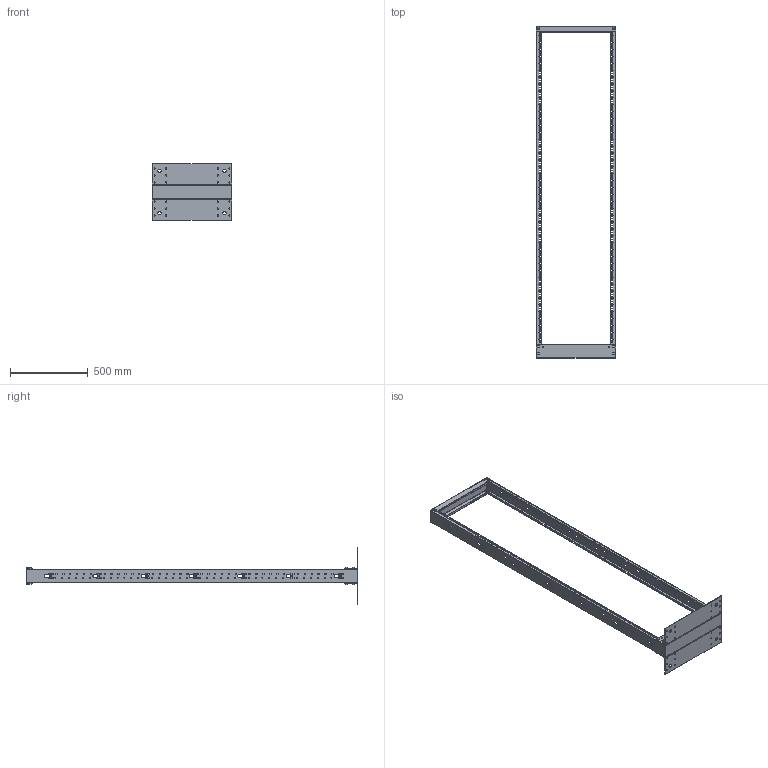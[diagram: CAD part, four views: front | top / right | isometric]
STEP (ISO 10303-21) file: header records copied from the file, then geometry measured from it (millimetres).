
FILE_DESCRIPTION (( 'STEP AP214' ), '1' );
FILE_NAME ('LC-SW2POST45-W_LC_3D.step', '2023-07-27T22:44:26', ( '' ), ( '' ), 'SwSTEP 2.0', 'SolidWorks 2022', '' );
FILE_SCHEMA (( 'AUTOMOTIVE_DESIGN' ));
Length unit declared in the file: inch
Products named in the file (7): LC-SW2POST45-W_LC_3D; Copy of HLZJ_1^LC-SW2POST45-W_LC; Copy of M10_12_1^LC-SW2POST45-W_LC; Copy of HH_1^LC-SW2POST45-W_LC; Copy of M4X8LS_1^LC-SW2POST45-W_LC; Copy of 8_1^LC-SW2POST45-W_LC; Copy of 55_1^LC-SW2POST45-W_LC
Assembly tree (28 placements, depth 2):
  LC-SW2POST45-W_LC_3D
    Copy of HH_1^LC-SW2POST45-W_LC  x2
    Copy of 8_1^LC-SW2POST45-W_LC  x2
    Copy of HLZJ_1^LC-SW2POST45-W_LC  x2
    Copy of 55_1^LC-SW2POST45-W_LC  x2
    Copy of M10_12_1^LC-SW2POST45-W_LC  x16
    Copy of M4X8LS_1^LC-SW2POST45-W_LC  x4
Bounding box: 514.5 x 2138 x 363 mm (x, y, z)
Volume: 2244860.1 mm3; surface area: 2122030.8 mm2
Topology: 28 solids, 28 shells, 4540 faces, 13500 edges, 9040 vertices
Faces by surface type: plane 2976, cylinder 1412, bspline 140, cone 12
Entity records: 72322 total; most frequent: CARTESIAN_POINT 16471, ORIENTED_EDGE 11784, DIRECTION 10660, EDGE_CURVE 5892, LINE 4688, VECTOR 4688, VERTEX_POINT 3942, AXIS2_PLACEMENT_3D 2986
